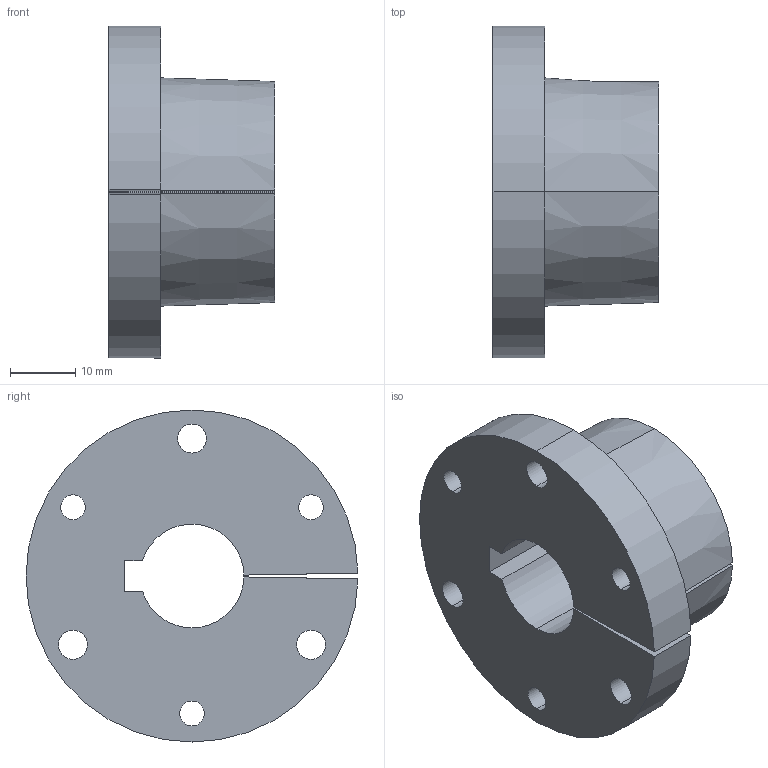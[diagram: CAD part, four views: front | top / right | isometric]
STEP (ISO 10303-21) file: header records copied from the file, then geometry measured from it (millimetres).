
FILE_DESCRIPTION (( 'STEP AP214' ), '1' );
FILE_NAME ('QD-JA-0625.step', '2015-04-08T20:53:03', ( '' ), ( '' ), 'SwSTEP 2.0', 'SolidWorks 2014', '' );
FILE_SCHEMA (( 'AUTOMOTIVE_DESIGN' ));
Length unit declared in the file: inch
Products named in the file (1): QD-JA-0625
Bounding box: 25.4 x 50.8 x 50.8 mm (x, y, z)
Volume: 26180.5 mm3; surface area: 9144 mm2
Topology: 1 solids, 1 shells, 29 faces, 81 edges, 54 vertices
Faces by surface type: cylinder 18, plane 8, cone 3
Entity records: 1021 total; most frequent: DIRECTION 183, CARTESIAN_POINT 165, ORIENTED_EDGE 162, EDGE_CURVE 81, AXIS2_PLACEMENT_3D 72, VERTEX_POINT 54, CIRCLE 42, EDGE_LOOP 41
